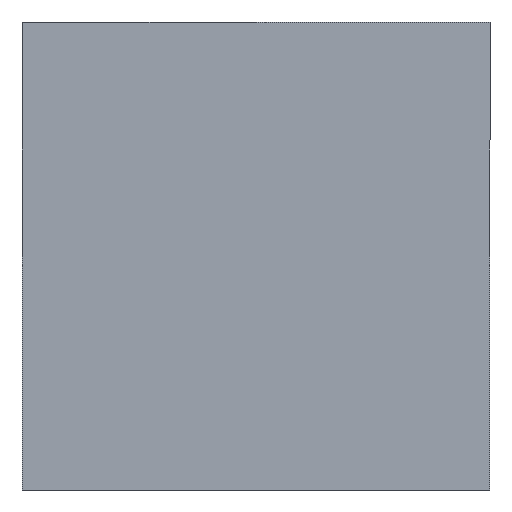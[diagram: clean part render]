
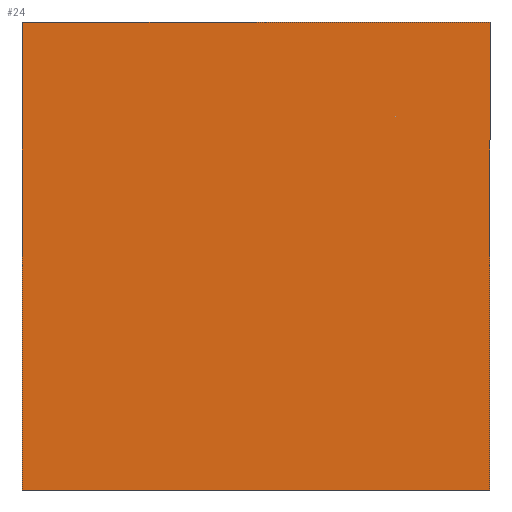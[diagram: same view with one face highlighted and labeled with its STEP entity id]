
A CAD part, front view. The second image highlights one B-rep face of the part: STEP entity #24.
In plain terms, the highlighted planar face has unit normal (0, -1, 0).
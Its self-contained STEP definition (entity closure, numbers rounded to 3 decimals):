
#23 = ORIENTED_EDGE ( 'NONE', *, *, #77, .F. ) ;
#24 = ADVANCED_FACE ( 'NONE', ( #229 ), #183, .F. ) ;
#41 = VERTEX_POINT ( 'NONE', #86 ) ;
#42 = DIRECTION ( 'NONE',  ( 0., 1., 0. ) ) ;
#47 = CARTESIAN_POINT ( 'NONE',  ( -3.822, 0., 4.87 ) ) ;
#53 = EDGE_CURVE ( 'NONE', #248, #302, #139, .T. ) ;
#60 = DIRECTION ( 'NONE',  ( 0., 0., 1. ) ) ;
#70 = DIRECTION ( 'NONE',  ( 1., 0., 0. ) ) ;
#74 = LINE ( 'NONE', #261, #284 ) ;
#77 = EDGE_CURVE ( 'NONE', #198, #248, #180, .T. ) ;
#86 = CARTESIAN_POINT ( 'NONE',  ( 5.178, 0., 4.87 ) ) ;
#89 = ORIENTED_EDGE ( 'NONE', *, *, #287, .F. ) ;
#99 = AXIS2_PLACEMENT_3D ( 'NONE', #116, #42, #201 ) ;
#116 = CARTESIAN_POINT ( 'NONE',  ( 0., 0., 0. ) ) ;
#117 = ORIENTED_EDGE ( 'NONE', *, *, #292, .F. ) ;
#125 = CARTESIAN_POINT ( 'NONE',  ( -3.822, 0., -4.13 ) ) ;
#129 = VECTOR ( 'NONE', #60, 1000. ) ;
#139 = LINE ( 'NONE', #281, #129 ) ;
#140 = CARTESIAN_POINT ( 'NONE',  ( -3.822, 0., 4.87 ) ) ;
#145 = LINE ( 'NONE', #47, #250 ) ;
#154 = ORIENTED_EDGE ( 'NONE', *, *, #53, .F. ) ;
#180 = LINE ( 'NONE', #309, #243 ) ;
#183 = PLANE ( 'NONE',  #99 ) ;
#198 = VERTEX_POINT ( 'NONE', #263 ) ;
#201 = DIRECTION ( 'NONE',  ( 0., 0., 1. ) ) ;
#229 = FACE_OUTER_BOUND ( 'NONE', #252, .T. ) ;
#239 = DIRECTION ( 'NONE',  ( 0., 0., -1. ) ) ;
#243 = VECTOR ( 'NONE', #307, 1000. ) ;
#248 = VERTEX_POINT ( 'NONE', #125 ) ;
#250 = VECTOR ( 'NONE', #70, 1000. ) ;
#252 = EDGE_LOOP ( 'NONE', ( #154, #23, #89, #117 ) ) ;
#261 = CARTESIAN_POINT ( 'NONE',  ( 5.178, 0., -4.13 ) ) ;
#263 = CARTESIAN_POINT ( 'NONE',  ( 5.178, 0., -4.13 ) ) ;
#281 = CARTESIAN_POINT ( 'NONE',  ( -3.822, 0., -4.13 ) ) ;
#284 = VECTOR ( 'NONE', #239, 1000. ) ;
#287 = EDGE_CURVE ( 'NONE', #41, #198, #74, .T. ) ;
#292 = EDGE_CURVE ( 'NONE', #302, #41, #145, .T. ) ;
#302 = VERTEX_POINT ( 'NONE', #140 ) ;
#307 = DIRECTION ( 'NONE',  ( -1., 0., 0. ) ) ;
#309 = CARTESIAN_POINT ( 'NONE',  ( -3.822, 0., -4.13 ) ) ;
